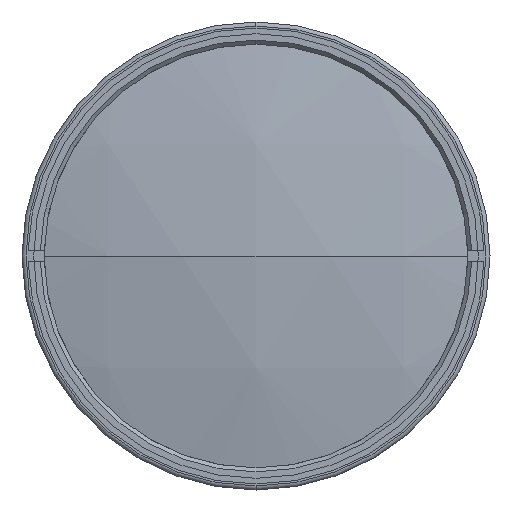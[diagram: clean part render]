
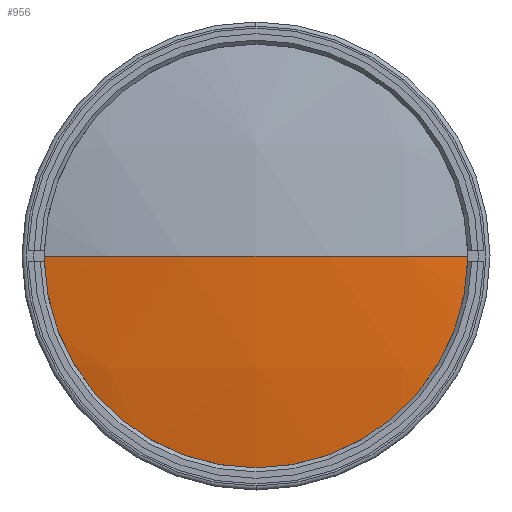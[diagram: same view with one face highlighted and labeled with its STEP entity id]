
A CAD part, left-side view. The second image highlights one B-rep face of the part: STEP entity #956.
In plain terms, the highlighted spherical face has radius 252 mm.
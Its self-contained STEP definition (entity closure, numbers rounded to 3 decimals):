
#510 = SPHERICAL_SURFACE ( 'NONE', #12188, 252. ) ;
#513 = FACE_OUTER_BOUND ( 'NONE', #3941, .T. ) ;
#538 = ORIENTED_EDGE ( 'NONE', *, *, #8648, .T. ) ;
#956 = ADVANCED_FACE ( 'NONE', ( #513 ), #510, .T. ) ;
#965 = EDGE_CURVE ( 'NONE', #3152, #2995, #12210, .T. ) ;
#1213 = ORIENTED_EDGE ( 'NONE', *, *, #965, .T. ) ;
#1329 = CARTESIAN_POINT ( 'NONE',  ( -55.7, 0., 0. ) ) ;
#1330 = DIRECTION ( 'NONE',  ( 0., 0., -1. ) ) ;
#1331 = DIRECTION ( 'NONE',  ( -1., 0., 0. ) ) ;
#1332 = CARTESIAN_POINT ( 'NONE',  ( -55.7, 0., 0. ) ) ;
#1333 = DIRECTION ( 'NONE',  ( 0., 0., 1. ) ) ;
#1334 = DIRECTION ( 'NONE',  ( 0., -1., 0. ) ) ;
#1809 = CARTESIAN_POINT ( 'NONE',  ( -301.625, -55., 0. ) ) ;
#1834 = ORIENTED_EDGE ( 'NONE', *, *, #8649, .F. ) ;
#1910 = CIRCLE ( 'NONE', #1932, 252. ) ;
#1929 = CIRCLE ( 'NONE', #1930, 252. ) ;
#1930 = AXIS2_PLACEMENT_3D ( 'NONE', #1329, #1330, #1331 ) ;
#1932 = AXIS2_PLACEMENT_3D ( 'NONE', #1332, #1333, #1334 ) ;
#2995 = VERTEX_POINT ( 'NONE', #1809 ) ;
#3152 = VERTEX_POINT ( 'NONE', #3325 ) ;
#3158 = VERTEX_POINT ( 'NONE', #3462 ) ;
#3325 = CARTESIAN_POINT ( 'NONE',  ( -301.625, 55., 0. ) ) ;
#3462 = CARTESIAN_POINT ( 'NONE',  ( -307.7, 0., 0. ) ) ;
#3941 = EDGE_LOOP ( 'NONE', ( #1213, #538, #1834 ) ) ;
#6963 = CARTESIAN_POINT ( 'NONE',  ( -55.7, 0., 0. ) ) ;
#7019 = CARTESIAN_POINT ( 'NONE',  ( -301.625, 0., 0. ) ) ;
#7020 = DIRECTION ( 'NONE',  ( -1., 0., 0. ) ) ;
#7021 = DIRECTION ( 'NONE',  ( 0., 0., 1. ) ) ;
#7051 = DIRECTION ( 'NONE',  ( 0., 0., -1. ) ) ;
#7079 = DIRECTION ( 'NONE',  ( 0., 1., 0. ) ) ;
#8648 = EDGE_CURVE ( 'NONE', #2995, #3158, #1929, .T. ) ;
#8649 = EDGE_CURVE ( 'NONE', #3152, #3158, #1910, .T. ) ;
#12188 = AXIS2_PLACEMENT_3D ( 'NONE', #6963, #7051, #7079 ) ;
#12210 = CIRCLE ( 'NONE', #12216, 55. ) ;
#12216 = AXIS2_PLACEMENT_3D ( 'NONE', #7019, #7020, #7021 ) ;
